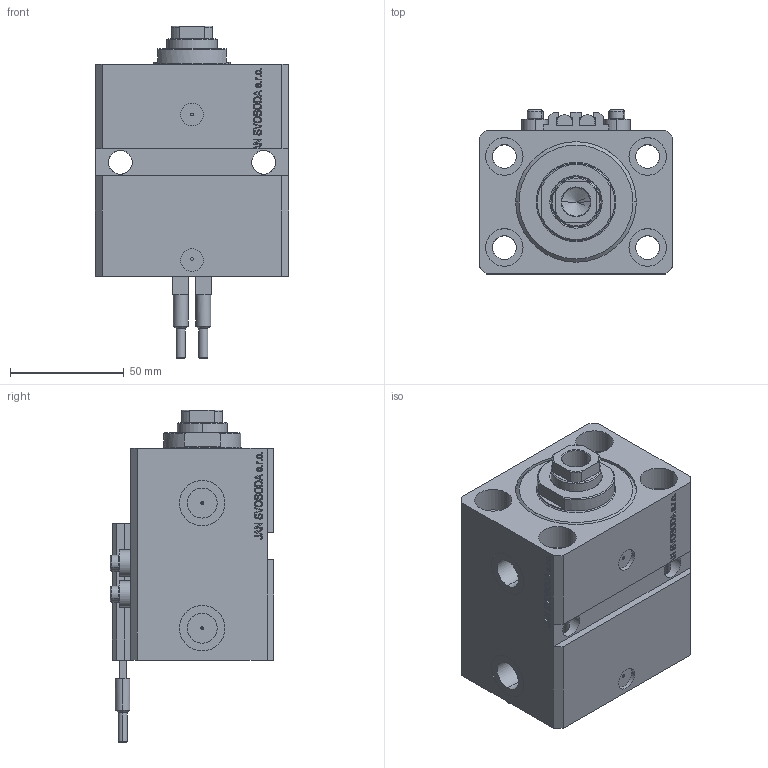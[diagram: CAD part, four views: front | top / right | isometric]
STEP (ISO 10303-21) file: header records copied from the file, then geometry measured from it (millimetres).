
FILE_DESCRIPTION (( 'STEP AP203' ), '1' );
FILE_NAME ('2faf.STEP', '2022-04-09T15:00:43', ( '' ), ( '' ), 'SwSTEP 2.0', 'SolidWorks 2019', '' );
FILE_SCHEMA (( 'CONFIG_CONTROL_DESIGN' ));
Length unit declared in the file: millimetre
Products named in the file (6): V250CE_VC_E 1839871a7a9611ffb7cda534300816a3; 2faf; SWITCH_V250CE 1839871a7a9611ffb7cda534300816a3; ALLEN BOLT V250CE 1839871a7a9611ffb7cda534300816a3; V250CE_C_VCP 1839871a7a9611ffb7cda534300816a3; V250CE_E_Body 1839871a7a9611ffb7cda534300816a3
Assembly tree (9 placements, depth 2):
  2faf
    V250CE_E_Body 1839871a7a9611ffb7cda534300816a3
    ALLEN BOLT V250CE 1839871a7a9611ffb7cda534300816a3  x4
    V250CE_C_VCP 1839871a7a9611ffb7cda534300816a3
    V250CE_VC_E 1839871a7a9611ffb7cda534300816a3
    SWITCH_V250CE 1839871a7a9611ffb7cda534300816a3  x2
Bounding box: 85 x 72 x 145.9 mm (x, y, z)
Volume: 440803.4 mm3; surface area: 100699.7 mm2
Topology: 10 solids, 10 shells, 1139 faces, 2833 edges, 1829 vertices
Faces by surface type: plane 567, bspline 356, cylinder 138, cone 60, torus 18
Entity records: 48402 total; most frequent: CARTESIAN_POINT 24998, ORIENTED_EDGE 5248, DIRECTION 3506, EDGE_CURVE 2624, VERTEX_POINT 1715, LINE 1612, VECTOR 1612, EDGE_LOOP 1171
